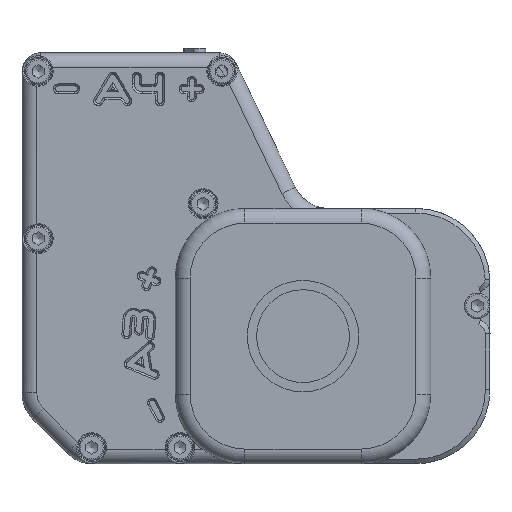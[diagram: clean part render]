
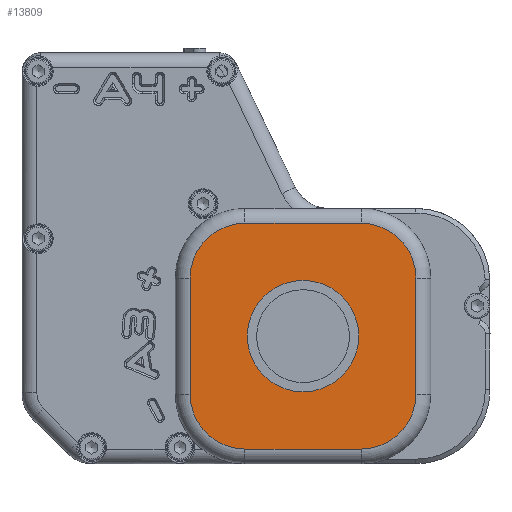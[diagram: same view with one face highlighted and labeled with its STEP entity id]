
A CAD part, left-side view. The second image highlights one B-rep face of the part: STEP entity #13809.
In plain terms, the highlighted planar face has unit normal (-1, 0, 0).
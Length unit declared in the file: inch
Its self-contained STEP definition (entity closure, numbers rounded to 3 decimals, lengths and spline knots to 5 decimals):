
#824=FACE_BOUND('',#2784,.T.);
#1200=PLANE('',#14655);
#1959=FACE_OUTER_BOUND('',#2783,.T.);
#2783=EDGE_LOOP('',(#11775,#11776,#11777,#11778,#11779,#11780,#11781,#11782));
#2784=EDGE_LOOP('',(#11783));
#3895=LINE('',#27751,#4966);
#3896=LINE('',#27760,#4967);
#3897=LINE('',#27771,#4968);
#3899=LINE('',#27781,#4970);
#4966=VECTOR('',#17202,0.3937);
#4967=VECTOR('',#17215,0.3937);
#4968=VECTOR('',#17228,0.3937);
#4970=VECTOR('',#17242,0.3937);
#5254=CIRCLE('',#14631,0.46457);
#5258=CIRCLE('',#14637,0.46457);
#5262=CIRCLE('',#14643,0.46457);
#5265=CIRCLE('',#14648,0.46457);
#5269=CIRCLE('',#14656,0.47244);
#6414=VERTEX_POINT('',#27744);
#6417=VERTEX_POINT('',#27749);
#6418=VERTEX_POINT('',#27753);
#6419=VERTEX_POINT('',#27758);
#6421=VERTEX_POINT('',#27763);
#6423=VERTEX_POINT('',#27769);
#6424=VERTEX_POINT('',#27774);
#6425=VERTEX_POINT('',#27779);
#6429=VERTEX_POINT('',#27817);
#8221=EDGE_CURVE('',#6417,#6414,#3895,.T.);
#8223=EDGE_CURVE('',#6418,#6417,#5254,.T.);
#8226=EDGE_CURVE('',#6419,#6418,#3896,.T.);
#8228=EDGE_CURVE('',#6421,#6419,#5258,.T.);
#8231=EDGE_CURVE('',#6423,#6421,#3897,.T.);
#8234=EDGE_CURVE('',#6424,#6423,#5262,.T.);
#8237=EDGE_CURVE('',#6425,#6424,#3899,.T.);
#8238=EDGE_CURVE('',#6414,#6425,#5265,.T.);
#8247=EDGE_CURVE('',#6429,#6429,#5269,.T.);
#11775=ORIENTED_EDGE('',*,*,#8221,.F.);
#11776=ORIENTED_EDGE('',*,*,#8223,.F.);
#11777=ORIENTED_EDGE('',*,*,#8226,.F.);
#11778=ORIENTED_EDGE('',*,*,#8228,.F.);
#11779=ORIENTED_EDGE('',*,*,#8231,.F.);
#11780=ORIENTED_EDGE('',*,*,#8234,.F.);
#11781=ORIENTED_EDGE('',*,*,#8237,.F.);
#11782=ORIENTED_EDGE('',*,*,#8238,.F.);
#11783=ORIENTED_EDGE('',*,*,#8247,.T.);
#13809=ADVANCED_FACE('',(#1959,#824),#1200,.T.);
#14631=AXIS2_PLACEMENT_3D('',#27755,#17207,#17208);
#14637=AXIS2_PLACEMENT_3D('',#27765,#17220,#17221);
#14643=AXIS2_PLACEMENT_3D('',#27776,#17234,#17235);
#14648=AXIS2_PLACEMENT_3D('',#27783,#17245,#17246);
#14655=AXIS2_PLACEMENT_3D('',#27816,#17262,#17263);
#14656=AXIS2_PLACEMENT_3D('',#27818,#17264,#17265);
#17202=DIRECTION('',(0.,0.,1.));
#17207=DIRECTION('center_axis',(1.,0.,0.));
#17208=DIRECTION('ref_axis',(0.,0.707,-0.707));
#17215=DIRECTION('',(0.,1.,0.));
#17220=DIRECTION('center_axis',(1.,0.,0.));
#17221=DIRECTION('ref_axis',(0.,-0.707,-0.707));
#17228=DIRECTION('',(0.,0.,-1.));
#17234=DIRECTION('center_axis',(1.,0.,0.));
#17235=DIRECTION('ref_axis',(0.,-0.707,0.707));
#17242=DIRECTION('',(0.,-1.,0.));
#17245=DIRECTION('center_axis',(1.,0.,0.));
#17246=DIRECTION('ref_axis',(0.,0.707,0.707));
#17262=DIRECTION('center_axis',(-1.,0.,0.));
#17263=DIRECTION('ref_axis',(0.,-1.,0.));
#17264=DIRECTION('center_axis',(1.,0.,0.));
#17265=DIRECTION('ref_axis',(0.,1.,0.));
#27744=CARTESIAN_POINT('',(-1.85209,8.21536,0.49213));
#27749=CARTESIAN_POINT('',(-1.85209,8.21536,-0.49213));
#27751=CARTESIAN_POINT('',(-1.85209,8.21536,0.24606));
#27753=CARTESIAN_POINT('',(-1.85209,7.75079,-0.95669));
#27755=CARTESIAN_POINT('Origin',(-1.85209,7.75079,-0.49213));
#27758=CARTESIAN_POINT('',(-1.85209,6.76654,-0.95669));
#27760=CARTESIAN_POINT('',(-1.85209,7.56379,-0.95669));
#27763=CARTESIAN_POINT('',(-1.85209,6.30197,-0.49213));
#27765=CARTESIAN_POINT('Origin',(-1.85209,6.76654,-0.49213));
#27769=CARTESIAN_POINT('',(-1.85209,6.30197,0.49213));
#27771=CARTESIAN_POINT('',(-1.85209,6.30197,-0.24606));
#27774=CARTESIAN_POINT('',(-1.85209,6.76654,0.95669));
#27776=CARTESIAN_POINT('Origin',(-1.85209,6.76654,0.49213));
#27779=CARTESIAN_POINT('',(-1.85209,7.75079,0.95669));
#27781=CARTESIAN_POINT('',(-1.85209,6.78131,0.95669));
#27783=CARTESIAN_POINT('Origin',(-1.85209,7.75079,0.49213));
#27816=CARTESIAN_POINT('Origin',(-1.85209,7.25867,0.));
#27817=CARTESIAN_POINT('',(-1.85209,6.78623,0.));
#27818=CARTESIAN_POINT('Origin',(-1.85209,7.25867,0.));
